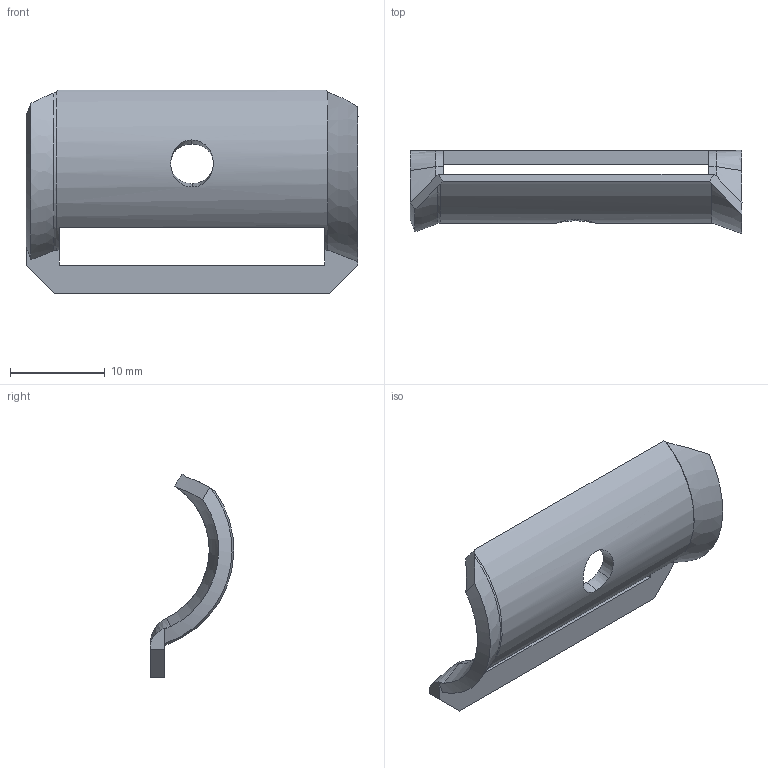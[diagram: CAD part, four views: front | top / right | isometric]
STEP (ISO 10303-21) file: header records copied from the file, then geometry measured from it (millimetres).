
FILE_DESCRIPTION((''),'2;1');
FILE_NAME('1199854','2015-11-24T',('AndreasKeweloh'),(''),'CREO PARAMETRIC BY PTC INC, 2015290','CREO PARAMETRIC BY PTC INC, 2015290','');
FILE_SCHEMA(('CONFIG_CONTROL_DESIGN'));
Length unit declared in the file: millimetre
Products named in the file (1): 1199854
Bounding box: 35 x 8.81 x 21.5 mm (x, y, z)
Volume: 984.1 mm3; surface area: 1614.6 mm2
Topology: 1 solids, 1 shells, 35 faces, 99 edges, 64 vertices
Faces by surface type: plane 18, bspline 12, cylinder 4, cone 1
Entity records: 2099 total; most frequent: CARTESIAN_POINT 1239, ORIENTED_EDGE 198, DIRECTION 124, EDGE_CURVE 99, VERTEX_POINT 64, VECTOR 48, LINE 48, AXIS2_PLACEMENT_3D 38
